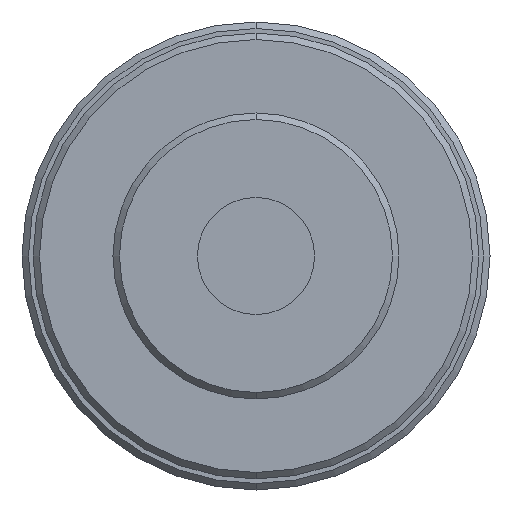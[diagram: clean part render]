
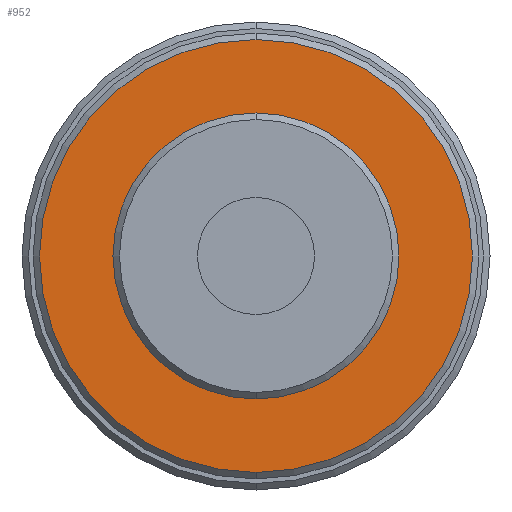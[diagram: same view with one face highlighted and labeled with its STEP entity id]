
A CAD part, front view. The second image highlights one B-rep face of the part: STEP entity #952.
In plain terms, the highlighted planar face has unit normal (0, -1, 0).
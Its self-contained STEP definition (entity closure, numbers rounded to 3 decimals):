
#73 = CARTESIAN_POINT ( 'NONE',  ( 0., 1.5, -16.65 ) ) ;
#86 = CARTESIAN_POINT ( 'NONE',  ( 0., 1.5, -11. ) ) ;
#115 = CARTESIAN_POINT ( 'NONE',  ( 0., 1.5, 16.65 ) ) ;
#126 = CARTESIAN_POINT ( 'NONE',  ( 0., 1.5, 11. ) ) ;
#209 = DIRECTION ( 'NONE',  ( 0., 0., -1. ) ) ;
#210 = DIRECTION ( 'NONE',  ( 0., -1., 0. ) ) ;
#211 = CARTESIAN_POINT ( 'NONE',  ( 0., 1.5, 0. ) ) ;
#212 = PLANE ( 'NONE',  #1759 ) ;
#434 = DIRECTION ( 'NONE',  ( 0., 0., -1. ) ) ;
#435 = DIRECTION ( 'NONE',  ( 0., -1., 0. ) ) ;
#436 = CARTESIAN_POINT ( 'NONE',  ( 0., 1.5, 0. ) ) ;
#452 = DIRECTION ( 'NONE',  ( 0., 0., -1. ) ) ;
#453 = DIRECTION ( 'NONE',  ( 0., -1., 0. ) ) ;
#454 = CARTESIAN_POINT ( 'NONE',  ( 0., 1.5, 0. ) ) ;
#745 = EDGE_CURVE ( 'NONE', #2242, #2180, #925, .T. ) ;
#763 = EDGE_CURVE ( 'NONE', #1804, #2202, #769, .T. ) ;
#769 = CIRCLE ( 'NONE', #1922, 16.65 ) ;
#847 = CIRCLE ( 'NONE', #1851, 16.65 ) ;
#856 = CIRCLE ( 'NONE', #1892, 11. ) ;
#881 = EDGE_CURVE ( 'NONE', #2180, #2242, #856, .T. ) ;
#886 = EDGE_CURVE ( 'NONE', #2202, #1804, #847, .T. ) ;
#925 = CIRCLE ( 'NONE', #977, 11. ) ;
#952 = ADVANCED_FACE ( 'NONE', ( #1687, #1729 ), #212, .T. ) ;
#977 = AXIS2_PLACEMENT_3D ( 'NONE', #1590, #1572, #1122 ) ;
#1122 = DIRECTION ( 'NONE',  ( 0., 0., -1. ) ) ;
#1330 = EDGE_LOOP ( 'NONE', ( #2116, #1955 ) ) ;
#1367 = DIRECTION ( 'NONE',  ( 0., -1., 0. ) ) ;
#1389 = CARTESIAN_POINT ( 'NONE',  ( 0., 1.5, 0. ) ) ;
#1405 = EDGE_LOOP ( 'NONE', ( #2115, #2117 ) ) ;
#1517 = DIRECTION ( 'NONE',  ( 0., 0., -1. ) ) ;
#1572 = DIRECTION ( 'NONE',  ( 0., -1., 0. ) ) ;
#1590 = CARTESIAN_POINT ( 'NONE',  ( 0., 1.5, 0. ) ) ;
#1687 = FACE_OUTER_BOUND ( 'NONE', #1330, .T. ) ;
#1729 = FACE_BOUND ( 'NONE', #1405, .T. ) ;
#1759 = AXIS2_PLACEMENT_3D ( 'NONE', #211, #210, #209 ) ;
#1804 = VERTEX_POINT ( 'NONE', #73 ) ;
#1851 = AXIS2_PLACEMENT_3D ( 'NONE', #436, #435, #434 ) ;
#1892 = AXIS2_PLACEMENT_3D ( 'NONE', #454, #453, #452 ) ;
#1922 = AXIS2_PLACEMENT_3D ( 'NONE', #1389, #1367, #1517 ) ;
#1955 = ORIENTED_EDGE ( 'NONE', *, *, #763, .T. ) ;
#2115 = ORIENTED_EDGE ( 'NONE', *, *, #745, .F. ) ;
#2116 = ORIENTED_EDGE ( 'NONE', *, *, #886, .T. ) ;
#2117 = ORIENTED_EDGE ( 'NONE', *, *, #881, .F. ) ;
#2180 = VERTEX_POINT ( 'NONE', #126 ) ;
#2202 = VERTEX_POINT ( 'NONE', #115 ) ;
#2242 = VERTEX_POINT ( 'NONE', #86 ) ;
